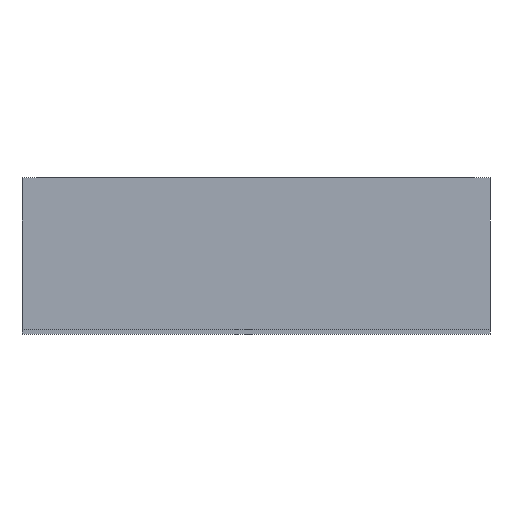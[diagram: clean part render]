
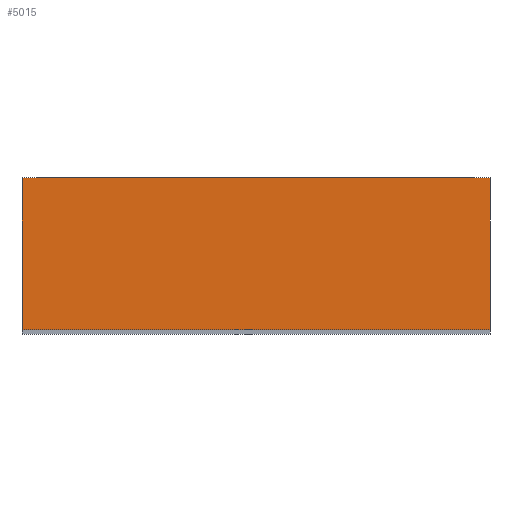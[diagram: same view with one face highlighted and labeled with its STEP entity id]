
A CAD part, front view. The second image highlights one B-rep face of the part: STEP entity #5015.
In plain terms, the highlighted planar face has unit normal (0, -1, 0).
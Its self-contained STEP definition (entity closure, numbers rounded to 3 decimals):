
#5015=ADVANCED_FACE('',(#13152),#13153,.T.);
#6529=VERTEX_POINT('',#15249);
#6533=VERTEX_POINT('',#15253);
#6535=EDGE_CURVE('',#6533,#6529,#15255,.T.);
#6575=VERTEX_POINT('',#15295);
#6577=EDGE_CURVE('',#6529,#6575,#15297,.T.);
#6579=VERTEX_POINT('',#15299);
#6581=EDGE_CURVE('',#6579,#6575,#15301,.T.);
#6583=EDGE_CURVE('',#6533,#6579,#15303,.T.);
#13152=FACE_OUTER_BOUND('',#22242,.T.);
#13153=PLANE('',#22243);
#15249=CARTESIAN_POINT('',(305.0,0.0,3.0));
#15253=CARTESIAN_POINT('',(0.0,0.0,3.0));
#15255=LINE('',#24482,#24483);
#15295=CARTESIAN_POINT('',(305.0,0.0,102.0));
#15297=LINE('',#24548,#24549);
#15299=CARTESIAN_POINT('',(0.0,0.0,102.0));
#15301=LINE('',#24554,#24555);
#15303=LINE('',#24558,#24559);
#22242=EDGE_LOOP('',(#34893,#34894,#34895,#34896));
#22243=AXIS2_PLACEMENT_3D('',#34897,#34898,#34899);
#24482=CARTESIAN_POINT('',(0.0,0.0,3.0));
#24483=VECTOR('',#40564,305.0);
#24548=CARTESIAN_POINT('',(305.0,0.0,3.0));
#24549=VECTOR('',#40576,99.0);
#24554=CARTESIAN_POINT('',(0.0,0.0,102.0));
#24555=VECTOR('',#40577,305.0);
#24558=CARTESIAN_POINT('',(0.0,0.0,3.0));
#24559=VECTOR('',#40578,99.0);
#34893=ORIENTED_EDGE('',*,*,#6577,.T.);
#34894=ORIENTED_EDGE('',*,*,#6581,.F.);
#34895=ORIENTED_EDGE('',*,*,#6583,.F.);
#34896=ORIENTED_EDGE('',*,*,#6535,.T.);
#34897=CARTESIAN_POINT('',(0.0,0.0,3.0));
#34898=DIRECTION('',(0.0,-1.0,0.0));
#34899=DIRECTION('',(0.0,0.0,1.0));
#40564=DIRECTION('',(1.0,0.0,0.0));
#40576=DIRECTION('',(0.0,0.0,1.0));
#40577=DIRECTION('',(1.0,0.0,0.0));
#40578=DIRECTION('',(0.0,0.0,1.0));
